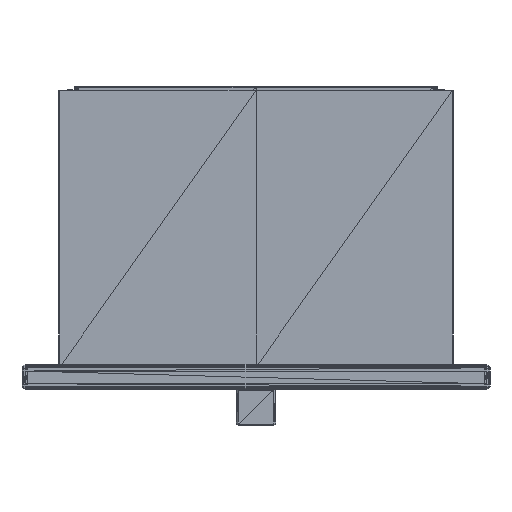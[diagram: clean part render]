
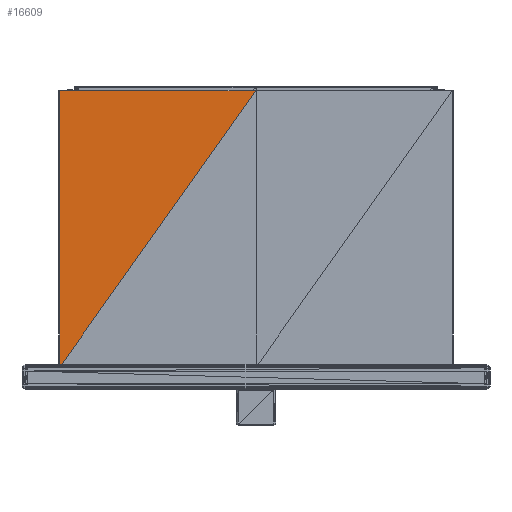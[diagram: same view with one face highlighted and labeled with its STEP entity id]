
A CAD part, front view. The second image highlights one B-rep face of the part: STEP entity #16609.
In plain terms, the highlighted planar face has unit normal (0, -1, 0).
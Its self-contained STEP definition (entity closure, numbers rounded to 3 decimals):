
#16582 = VERTEX_POINT('',#16583);
#16583 = CARTESIAN_POINT('',(-9.835,-1.037,
    -5.562));
#16592 = VERTEX_POINT('',#16593);
#16593 = CARTESIAN_POINT('',(0.002,-1.037,
    8.271));
#16599 = EDGE_CURVE('',#16592,#16582,#16600,.T.);
#16600 = LINE('',#16601,#16602);
#16601 = CARTESIAN_POINT('',(0.002,-1.037,
    8.271));
#16602 = VECTOR('',#16603,1.);
#16603 = DIRECTION('',(-0.58,0.,-0.815));
#16609 = ADVANCED_FACE('',(#16610),#16627,.T.);
#16610 = FACE_BOUND('',#16611,.T.);
#16611 = EDGE_LOOP('',(#16612,#16620,#16626));
#16612 = ORIENTED_EDGE('',*,*,#16613,.T.);
#16613 = EDGE_CURVE('',#16592,#16614,#16616,.T.);
#16614 = VERTEX_POINT('',#16615);
#16615 = CARTESIAN_POINT('',(-9.835,-1.037,
    8.271));
#16616 = LINE('',#16617,#16618);
#16617 = CARTESIAN_POINT('',(0.002,-1.037,
    8.271));
#16618 = VECTOR('',#16619,1.);
#16619 = DIRECTION('',(-1.,0.,0.));
#16620 = ORIENTED_EDGE('',*,*,#16621,.T.);
#16621 = EDGE_CURVE('',#16614,#16582,#16622,.T.);
#16622 = LINE('',#16623,#16624);
#16623 = CARTESIAN_POINT('',(-9.835,-1.037,
    8.271));
#16624 = VECTOR('',#16625,1.);
#16625 = DIRECTION('',(0.,0.,-1.));
#16626 = ORIENTED_EDGE('',*,*,#16599,.F.);
#16627 = PLANE('',#16628);
#16628 = AXIS2_PLACEMENT_3D('',#16629,#16630,#16631);
#16629 = CARTESIAN_POINT('',(-6.59,-1.037,
    3.028));
#16630 = DIRECTION('',(0.,-1.,0.));
#16631 = DIRECTION('',(-1.,0.,0.));
